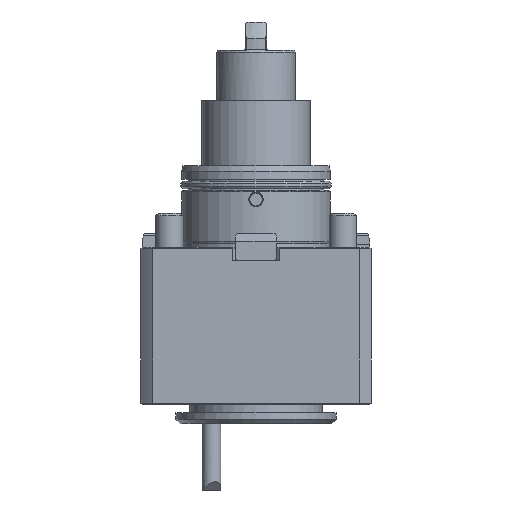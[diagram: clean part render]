
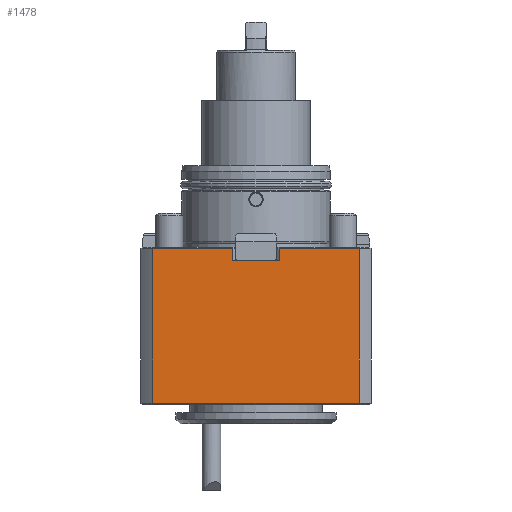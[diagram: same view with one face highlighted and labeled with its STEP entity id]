
A CAD part, front view. The second image highlights one B-rep face of the part: STEP entity #1478.
In plain terms, the highlighted planar face has unit normal (0, -1, 0).
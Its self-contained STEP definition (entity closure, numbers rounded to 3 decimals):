
#79=LINE('',#8689,#473);
#81=LINE('',#8695,#475);
#84=LINE('',#8700,#478);
#111=LINE('',#8944,#505);
#115=LINE('',#8956,#509);
#157=LINE('',#9076,#551);
#161=LINE('',#9083,#555);
#162=LINE('',#9085,#556);
#473=VECTOR('',#6668,1.);
#475=VECTOR('',#6674,1.);
#478=VECTOR('',#6679,1.);
#505=VECTOR('',#6860,1.);
#509=VECTOR('',#6866,1.);
#551=VECTOR('',#6952,1.);
#555=VECTOR('',#6958,1.);
#556=VECTOR('',#6959,1.);
#1478=ADVANCED_FACE('',(#2014),#1790,.T.);
#1790=PLANE('',#6030);
#2014=FACE_OUTER_BOUND('',#2274,.T.);
#2274=EDGE_LOOP('',(#3028,#3029,#3030,#3031,#3032,#3033,#3034,#3035));
#3028=ORIENTED_EDGE('',*,*,#4857,.F.);
#3029=ORIENTED_EDGE('',*,*,#4854,.T.);
#3030=ORIENTED_EDGE('',*,*,#4851,.F.);
#3031=ORIENTED_EDGE('',*,*,#4946,.T.);
#3032=ORIENTED_EDGE('',*,*,#5003,.T.);
#3033=ORIENTED_EDGE('',*,*,#5007,.F.);
#3034=ORIENTED_EDGE('',*,*,#5008,.T.);
#3035=ORIENTED_EDGE('',*,*,#4951,.T.);
#4287=VERTEX_POINT('',#8633);
#4298=VERTEX_POINT('',#8676);
#4301=VERTEX_POINT('',#8690);
#4304=VERTEX_POINT('',#8701);
#4364=VERTEX_POINT('',#8942);
#4367=VERTEX_POINT('',#8949);
#4405=VERTEX_POINT('',#9077);
#4407=VERTEX_POINT('',#9084);
#4851=EDGE_CURVE('',#4301,#4287,#79,.T.);
#4854=EDGE_CURVE('',#4298,#4287,#81,.T.);
#4857=EDGE_CURVE('',#4298,#4304,#84,.T.);
#4946=EDGE_CURVE('',#4301,#4364,#111,.T.);
#4951=EDGE_CURVE('',#4367,#4304,#115,.T.);
#5003=EDGE_CURVE('',#4364,#4405,#157,.T.);
#5007=EDGE_CURVE('',#4407,#4405,#161,.T.);
#5008=EDGE_CURVE('',#4407,#4367,#162,.T.);
#6030=AXIS2_PLACEMENT_3D('',#9086,#6960,#6961);
#6668=DIRECTION('',(0.,0.,-1.));
#6674=DIRECTION('',(1.,0.,0.));
#6679=DIRECTION('',(0.,0.,1.));
#6860=DIRECTION('',(-1.,0.,0.));
#6866=DIRECTION('',(-1.,0.,0.));
#6952=DIRECTION('',(0.,0.,-1.));
#6958=DIRECTION('',(1.,0.,0.));
#6959=DIRECTION('',(0.,0.,1.));
#6960=DIRECTION('',(0.,-1.,0.));
#6961=DIRECTION('',(-1.,0.,0.));
#8633=CARTESIAN_POINT('',(37.984,-42.5,-57.5));
#8676=CARTESIAN_POINT('',(-37.984,-42.5,-57.5));
#8689=CARTESIAN_POINT('',(37.984,-42.5,-60.));
#8690=CARTESIAN_POINT('',(37.984,-42.5,-0.5));
#8695=CARTESIAN_POINT('',(-42.5,-42.5,-57.5));
#8700=CARTESIAN_POINT('',(-37.984,-42.5,-60.));
#8701=CARTESIAN_POINT('',(-37.984,-42.5,-0.5));
#8942=CARTESIAN_POINT('',(8.483,-42.5,-0.5));
#8944=CARTESIAN_POINT('',(-42.5,-42.5,-0.5));
#8949=CARTESIAN_POINT('',(-8.483,-42.5,-0.5));
#8956=CARTESIAN_POINT('',(-42.5,-42.5,-0.5));
#9076=CARTESIAN_POINT('',(8.483,-42.5,-5.));
#9077=CARTESIAN_POINT('',(8.483,-42.5,-5.));
#9083=CARTESIAN_POINT('',(-7.483,-42.5,-5.));
#9084=CARTESIAN_POINT('',(-8.483,-42.5,-5.));
#9085=CARTESIAN_POINT('',(-8.483,-42.5,0.));
#9086=CARTESIAN_POINT('',(-42.5,-42.5,-196.306));
